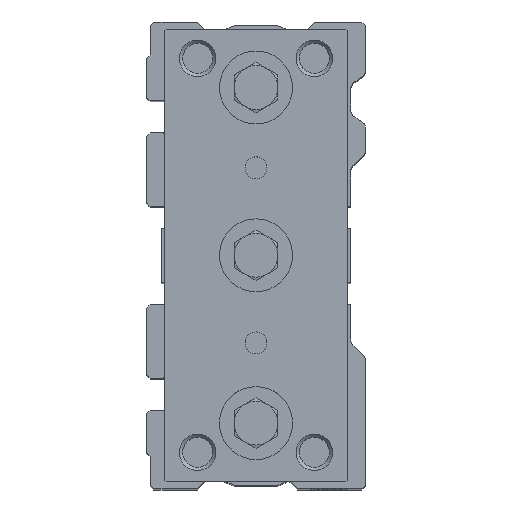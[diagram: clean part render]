
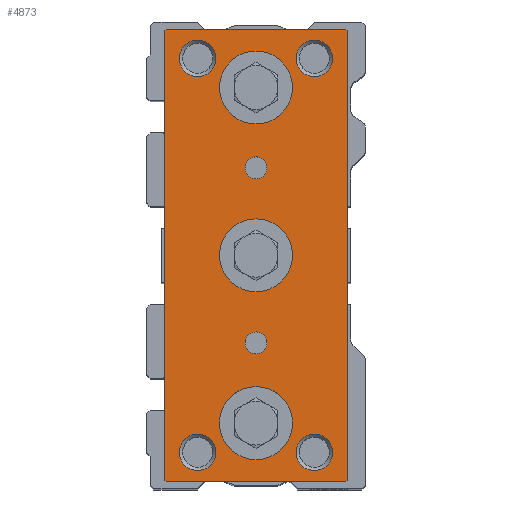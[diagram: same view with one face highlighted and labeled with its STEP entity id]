
A CAD part, top view. The second image highlights one B-rep face of the part: STEP entity #4873.
In plain terms, the highlighted planar face has unit normal (0, 0, 1).
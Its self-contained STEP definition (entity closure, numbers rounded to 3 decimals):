
#360=FACE_BOUND('',#1057,.T.);
#361=FACE_BOUND('',#1058,.T.);
#362=FACE_BOUND('',#1059,.T.);
#363=FACE_BOUND('',#1060,.T.);
#364=FACE_BOUND('',#1061,.T.);
#365=FACE_BOUND('',#1062,.T.);
#366=FACE_BOUND('',#1063,.T.);
#367=FACE_BOUND('',#1064,.T.);
#368=FACE_BOUND('',#1065,.T.);
#660=FACE_OUTER_BOUND('',#1056,.T.);
#1056=EDGE_LOOP('',(#4357,#4358,#4359,#4360,#4361,#4362,#4363,#4364));
#1057=EDGE_LOOP('',(#4365));
#1058=EDGE_LOOP('',(#4366));
#1059=EDGE_LOOP('',(#4367));
#1060=EDGE_LOOP('',(#4368));
#1061=EDGE_LOOP('',(#4369));
#1062=EDGE_LOOP('',(#4370));
#1063=EDGE_LOOP('',(#4371));
#1064=EDGE_LOOP('',(#4372));
#1065=EDGE_LOOP('',(#4373));
#1338=CIRCLE('',#5413,5.);
#1340=CIRCLE('',#5417,2.5);
#1341=CIRCLE('',#5418,2.5);
#1342=CIRCLE('',#5419,1.5);
#1343=CIRCLE('',#5420,1.5);
#1344=CIRCLE('',#5421,5.);
#1345=CIRCLE('',#5422,5.);
#1346=CIRCLE('',#5423,2.5);
#1347=CIRCLE('',#5424,2.5);
#1634=LINE('',#8022,#1954);
#1664=LINE('',#8488,#1984);
#1665=LINE('',#8490,#1985);
#1666=LINE('',#8492,#1986);
#1667=LINE('',#8494,#1987);
#1668=LINE('',#8496,#1988);
#1669=LINE('',#8498,#1989);
#1670=LINE('',#8499,#1990);
#1954=VECTOR('',#6515,61.6);
#1984=VECTOR('',#6795,0.283);
#1985=VECTOR('',#6796,24.6);
#1986=VECTOR('',#6797,0.283);
#1987=VECTOR('',#6798,61.6);
#1988=VECTOR('',#6799,0.283);
#1989=VECTOR('',#6800,24.6);
#1990=VECTOR('',#6801,0.283);
#2341=VERTEX_POINT('',#8019);
#2342=VERTEX_POINT('',#8021);
#2435=VERTEX_POINT('',#8481);
#2437=VERTEX_POINT('',#8487);
#2438=VERTEX_POINT('',#8489);
#2439=VERTEX_POINT('',#8491);
#2440=VERTEX_POINT('',#8493);
#2441=VERTEX_POINT('',#8495);
#2442=VERTEX_POINT('',#8497);
#2443=VERTEX_POINT('',#8500);
#2444=VERTEX_POINT('',#8502);
#2445=VERTEX_POINT('',#8504);
#2446=VERTEX_POINT('',#8506);
#2447=VERTEX_POINT('',#8508);
#2448=VERTEX_POINT('',#8510);
#2449=VERTEX_POINT('',#8512);
#2450=VERTEX_POINT('',#8514);
#2938=EDGE_CURVE('',#2342,#2341,#1634,.T.);
#3090=EDGE_CURVE('',#2435,#2435,#1338,.T.);
#3092=EDGE_CURVE('',#2341,#2437,#1664,.T.);
#3093=EDGE_CURVE('',#2437,#2438,#1665,.T.);
#3094=EDGE_CURVE('',#2438,#2439,#1666,.T.);
#3095=EDGE_CURVE('',#2439,#2440,#1667,.T.);
#3096=EDGE_CURVE('',#2440,#2441,#1668,.T.);
#3097=EDGE_CURVE('',#2441,#2442,#1669,.T.);
#3098=EDGE_CURVE('',#2442,#2342,#1670,.T.);
#3099=EDGE_CURVE('',#2443,#2443,#1340,.T.);
#3100=EDGE_CURVE('',#2444,#2444,#1341,.T.);
#3101=EDGE_CURVE('',#2445,#2445,#1342,.T.);
#3102=EDGE_CURVE('',#2446,#2446,#1343,.T.);
#3103=EDGE_CURVE('',#2447,#2447,#1344,.T.);
#3104=EDGE_CURVE('',#2448,#2448,#1345,.T.);
#3105=EDGE_CURVE('',#2449,#2449,#1346,.T.);
#3106=EDGE_CURVE('',#2450,#2450,#1347,.T.);
#4357=ORIENTED_EDGE('',*,*,#2938,.T.);
#4358=ORIENTED_EDGE('',*,*,#3092,.T.);
#4359=ORIENTED_EDGE('',*,*,#3093,.T.);
#4360=ORIENTED_EDGE('',*,*,#3094,.T.);
#4361=ORIENTED_EDGE('',*,*,#3095,.T.);
#4362=ORIENTED_EDGE('',*,*,#3096,.T.);
#4363=ORIENTED_EDGE('',*,*,#3097,.T.);
#4364=ORIENTED_EDGE('',*,*,#3098,.T.);
#4365=ORIENTED_EDGE('',*,*,#3099,.T.);
#4366=ORIENTED_EDGE('',*,*,#3100,.T.);
#4367=ORIENTED_EDGE('',*,*,#3101,.F.);
#4368=ORIENTED_EDGE('',*,*,#3102,.F.);
#4369=ORIENTED_EDGE('',*,*,#3103,.T.);
#4370=ORIENTED_EDGE('',*,*,#3090,.T.);
#4371=ORIENTED_EDGE('',*,*,#3104,.T.);
#4372=ORIENTED_EDGE('',*,*,#3105,.T.);
#4373=ORIENTED_EDGE('',*,*,#3106,.T.);
#4587=PLANE('',#5416);
#4873=ADVANCED_FACE('',(#660,#360,#361,#362,#363,#364,#365,#366,#367,#368),
#4587,.T.);
#5413=AXIS2_PLACEMENT_3D('',#8482,#6787,#6788);
#5416=AXIS2_PLACEMENT_3D('',#8486,#6793,#6794);
#5417=AXIS2_PLACEMENT_3D('',#8501,#6802,#6803);
#5418=AXIS2_PLACEMENT_3D('',#8503,#6804,#6805);
#5419=AXIS2_PLACEMENT_3D('',#8505,#6806,#6807);
#5420=AXIS2_PLACEMENT_3D('',#8507,#6808,#6809);
#5421=AXIS2_PLACEMENT_3D('',#8509,#6810,#6811);
#5422=AXIS2_PLACEMENT_3D('',#8511,#6812,#6813);
#5423=AXIS2_PLACEMENT_3D('',#8513,#6814,#6815);
#5424=AXIS2_PLACEMENT_3D('',#8515,#6816,#6817);
#6515=DIRECTION('',(0.,-1.,0.));
#6787=DIRECTION('center_axis',(0.,0.,-1.));
#6788=DIRECTION('ref_axis',(-1.,0.,0.));
#6793=DIRECTION('center_axis',(0.,0.,1.));
#6794=DIRECTION('ref_axis',(1.,0.,0.));
#6795=DIRECTION('',(0.707,-0.707,0.));
#6796=DIRECTION('',(1.,0.,0.));
#6797=DIRECTION('',(0.707,0.707,0.));
#6798=DIRECTION('',(0.,1.,0.));
#6799=DIRECTION('',(-0.707,0.707,0.));
#6800=DIRECTION('',(-1.,0.,0.));
#6801=DIRECTION('',(-0.707,-0.707,0.));
#6802=DIRECTION('center_axis',(0.,0.,-1.));
#6803=DIRECTION('ref_axis',(-1.,0.,0.));
#6804=DIRECTION('center_axis',(0.,0.,-1.));
#6805=DIRECTION('ref_axis',(-1.,0.,0.));
#6806=DIRECTION('center_axis',(0.,0.,1.));
#6807=DIRECTION('ref_axis',(1.,0.,0.));
#6808=DIRECTION('center_axis',(0.,0.,1.));
#6809=DIRECTION('ref_axis',(1.,0.,0.));
#6810=DIRECTION('center_axis',(0.,0.,-1.));
#6811=DIRECTION('ref_axis',(-1.,0.,0.));
#6812=DIRECTION('center_axis',(0.,0.,-1.));
#6813=DIRECTION('ref_axis',(-1.,0.,0.));
#6814=DIRECTION('center_axis',(0.,0.,-1.));
#6815=DIRECTION('ref_axis',(-1.,0.,0.));
#6816=DIRECTION('center_axis',(0.,0.,-1.));
#6817=DIRECTION('ref_axis',(-1.,0.,0.));
#8019=CARTESIAN_POINT('',(-12.5,-30.8,13.));
#8021=CARTESIAN_POINT('',(-12.5,30.8,13.));
#8022=CARTESIAN_POINT('',(-12.5,30.8,13.));
#8481=CARTESIAN_POINT('',(-5.,-23.,13.));
#8482=CARTESIAN_POINT('Origin',(0.,-23.,13.));
#8486=CARTESIAN_POINT('Origin',(0.,0.,13.));
#8487=CARTESIAN_POINT('',(-12.3,-31.,13.));
#8488=CARTESIAN_POINT('',(-12.5,-30.8,13.));
#8489=CARTESIAN_POINT('',(12.3,-31.,13.));
#8490=CARTESIAN_POINT('',(-12.3,-31.,13.));
#8491=CARTESIAN_POINT('',(12.5,-30.8,13.));
#8492=CARTESIAN_POINT('',(12.3,-31.,13.));
#8493=CARTESIAN_POINT('',(12.5,30.8,13.));
#8494=CARTESIAN_POINT('',(12.5,-30.8,13.));
#8495=CARTESIAN_POINT('',(12.3,31.,13.));
#8496=CARTESIAN_POINT('',(12.5,30.8,13.));
#8497=CARTESIAN_POINT('',(-12.3,31.,13.));
#8498=CARTESIAN_POINT('',(12.3,31.,13.));
#8499=CARTESIAN_POINT('',(-12.3,31.,13.));
#8500=CARTESIAN_POINT('',(5.5,27.,13.));
#8501=CARTESIAN_POINT('Origin',(8.,27.,13.));
#8502=CARTESIAN_POINT('',(5.5,-27.,13.));
#8503=CARTESIAN_POINT('Origin',(8.,-27.,13.));
#8504=CARTESIAN_POINT('',(1.5,12.,13.));
#8505=CARTESIAN_POINT('Origin',(0.,12.,13.));
#8506=CARTESIAN_POINT('',(1.5,-12.,13.));
#8507=CARTESIAN_POINT('Origin',(0.,-12.,13.));
#8508=CARTESIAN_POINT('',(-5.,23.,13.));
#8509=CARTESIAN_POINT('Origin',(0.,23.,13.));
#8510=CARTESIAN_POINT('',(-5.,0.,13.));
#8511=CARTESIAN_POINT('Origin',(0.,0.,13.));
#8512=CARTESIAN_POINT('',(-10.5,-27.,13.));
#8513=CARTESIAN_POINT('Origin',(-8.,-27.,13.));
#8514=CARTESIAN_POINT('',(-10.5,27.,13.));
#8515=CARTESIAN_POINT('Origin',(-8.,27.,13.));
